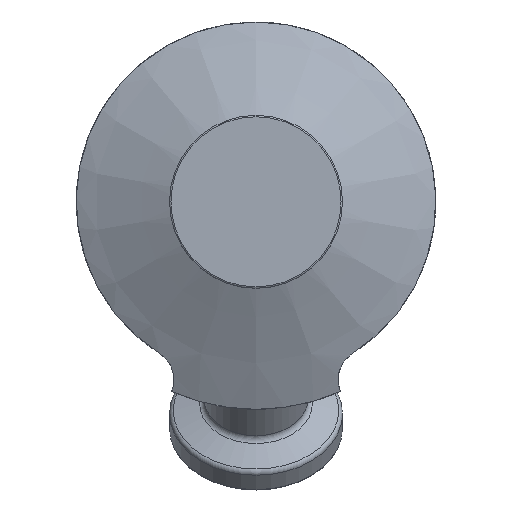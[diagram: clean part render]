
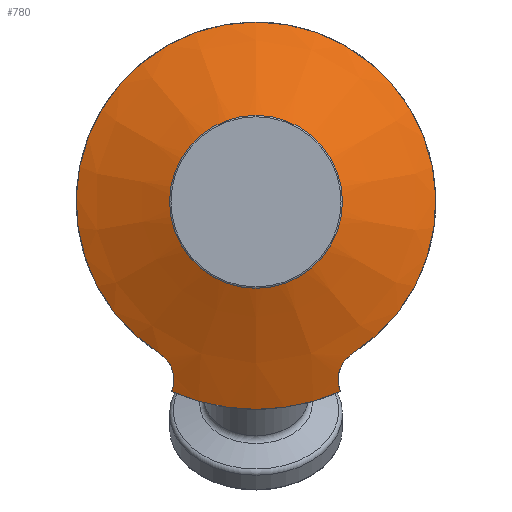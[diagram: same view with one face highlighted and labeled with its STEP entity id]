
A CAD part, front view. The second image highlights one B-rep face of the part: STEP entity #780.
In plain terms, the highlighted conical face has half-angle 65.136 degrees and reference radius 20.04 mm.
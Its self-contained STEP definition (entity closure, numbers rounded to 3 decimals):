
#14=B_SPLINE_CURVE_WITH_KNOTS('',3,(#1328,#1329,#1330,#1331,#1332,#1333,
#1334,#1335,#1336,#1337),.UNSPECIFIED.,.F.,.F.,(4,2,2,2,4),(0.018,
0.17,0.341,0.493,0.645),
 .UNSPECIFIED.);
#15=B_SPLINE_CURVE_WITH_KNOTS('',3,(#1342,#1343,#1344,#1345,#1346,#1347,
#1348,#1349,#1350,#1351),.UNSPECIFIED.,.F.,.F.,(4,2,2,2,4),(0.645,
0.796,0.948,1.119,1.271),
 .UNSPECIFIED.);
#32=CONICAL_SURFACE('',#885,20.04,1.137);
#53=LINE('',#1376,#86);
#86=VECTOR('',#1089,20.04);
#148=FACE_OUTER_BOUND('',#194,.T.);
#194=EDGE_LOOP('',(#567,#568,#569,#570,#571,#572,#573,#574,#575));
#248=CIRCLE('',#884,26.);
#249=CIRCLE('',#886,30.);
#250=CIRCLE('',#887,10.08);
#251=CIRCLE('',#888,10.08);
#252=CIRCLE('',#889,30.);
#317=VERTEX_POINT('',#1325);
#318=VERTEX_POINT('',#1327);
#319=VERTEX_POINT('',#1340);
#320=VERTEX_POINT('',#1341);
#329=VERTEX_POINT('',#1373);
#330=VERTEX_POINT('',#1375);
#331=VERTEX_POINT('',#1377);
#404=EDGE_CURVE('',#318,#317,#14,.T.);
#406=EDGE_CURVE('',#319,#320,#15,.T.);
#417=EDGE_CURVE('',#317,#319,#248,.T.);
#418=EDGE_CURVE('',#329,#320,#249,.T.);
#419=EDGE_CURVE('',#329,#330,#53,.T.);
#420=EDGE_CURVE('',#331,#330,#250,.T.);
#421=EDGE_CURVE('',#330,#331,#251,.T.);
#422=EDGE_CURVE('',#318,#329,#252,.T.);
#567=ORIENTED_EDGE('',*,*,#404,.T.);
#568=ORIENTED_EDGE('',*,*,#417,.T.);
#569=ORIENTED_EDGE('',*,*,#406,.T.);
#570=ORIENTED_EDGE('',*,*,#418,.F.);
#571=ORIENTED_EDGE('',*,*,#419,.T.);
#572=ORIENTED_EDGE('',*,*,#420,.F.);
#573=ORIENTED_EDGE('',*,*,#421,.F.);
#574=ORIENTED_EDGE('',*,*,#419,.F.);
#575=ORIENTED_EDGE('',*,*,#422,.F.);
#780=ADVANCED_FACE('',(#148),#32,.T.);
#884=AXIS2_PLACEMENT_3D('',#1371,#1083,#1084);
#885=AXIS2_PLACEMENT_3D('',#1372,#1085,#1086);
#886=AXIS2_PLACEMENT_3D('',#1374,#1087,#1088);
#887=AXIS2_PLACEMENT_3D('',#1378,#1090,#1091);
#888=AXIS2_PLACEMENT_3D('',#1379,#1092,#1093);
#889=AXIS2_PLACEMENT_3D('',#1380,#1094,#1095);
#1083=DIRECTION('center_axis',(0.,-1.,0.));
#1084=DIRECTION('ref_axis',(-0.537,0.,-0.844));
#1085=DIRECTION('center_axis',(0.,1.,0.));
#1086=DIRECTION('ref_axis',(0.,0.,1.));
#1087=DIRECTION('center_axis',(0.,1.,0.));
#1088=DIRECTION('ref_axis',(-1.,0.,0.));
#1089=DIRECTION('',(0.,-0.42,0.907));
#1090=DIRECTION('center_axis',(0.,-1.,0.));
#1091=DIRECTION('ref_axis',(0.,0.,1.));
#1092=DIRECTION('center_axis',(0.,-1.,0.));
#1093=DIRECTION('ref_axis',(0.,0.,1.));
#1094=DIRECTION('center_axis',(0.,1.,0.));
#1095=DIRECTION('ref_axis',(-1.,0.,0.));
#1325=CARTESIAN_POINT('',(13.965,17.146,-21.931));
#1327=CARTESIAN_POINT('',(12.206,19.,-27.405));
#1328=CARTESIAN_POINT('Ctrl Pts',(12.206,19.,-27.405));
#1329=CARTESIAN_POINT('Ctrl Pts',(12.032,18.783,-26.971));
#1330=CARTESIAN_POINT('Ctrl Pts',(11.918,18.555,-26.482));
#1331=CARTESIAN_POINT('Ctrl Pts',(11.857,18.099,-25.427));
#1332=CARTESIAN_POINT('Ctrl Pts',(11.934,17.874,-24.857));
#1333=CARTESIAN_POINT('Ctrl Pts',(12.247,17.536,-23.887));
#1334=CARTESIAN_POINT('Ctrl Pts',(12.487,17.391,-23.411));
#1335=CARTESIAN_POINT('Ctrl Pts',(13.132,17.196,-22.569));
#1336=CARTESIAN_POINT('Ctrl Pts',(13.538,17.146,-22.203));
#1337=CARTESIAN_POINT('Ctrl Pts',(13.965,17.146,-21.931));
#1340=CARTESIAN_POINT('',(-13.965,17.146,-21.931));
#1341=CARTESIAN_POINT('',(-12.206,19.,-27.405));
#1342=CARTESIAN_POINT('Ctrl Pts',(-13.965,17.146,-21.931));
#1343=CARTESIAN_POINT('Ctrl Pts',(-13.538,17.146,-22.203));
#1344=CARTESIAN_POINT('Ctrl Pts',(-13.132,17.196,-22.569));
#1345=CARTESIAN_POINT('Ctrl Pts',(-12.487,17.391,-23.411));
#1346=CARTESIAN_POINT('Ctrl Pts',(-12.247,17.536,-23.887));
#1347=CARTESIAN_POINT('Ctrl Pts',(-11.934,17.874,-24.857));
#1348=CARTESIAN_POINT('Ctrl Pts',(-11.857,18.099,-25.427));
#1349=CARTESIAN_POINT('Ctrl Pts',(-11.918,18.555,-26.482));
#1350=CARTESIAN_POINT('Ctrl Pts',(-12.032,18.783,-26.971));
#1351=CARTESIAN_POINT('Ctrl Pts',(-12.206,19.,-27.405));
#1371=CARTESIAN_POINT('Origin',(0.,17.146,0.));
#1372=CARTESIAN_POINT('Origin',(0.,14.384,0.));
#1373=CARTESIAN_POINT('',(0.,19.,-30.));
#1374=CARTESIAN_POINT('Origin',(0.,19.,0.));
#1375=CARTESIAN_POINT('',(0.,9.769,-10.08));
#1376=CARTESIAN_POINT('',(0.,14.384,-20.04));
#1377=CARTESIAN_POINT('',(0.,9.769,10.08));
#1378=CARTESIAN_POINT('Origin',(0.,9.769,0.));
#1379=CARTESIAN_POINT('Origin',(0.,9.769,0.));
#1380=CARTESIAN_POINT('Origin',(0.,19.,0.));
